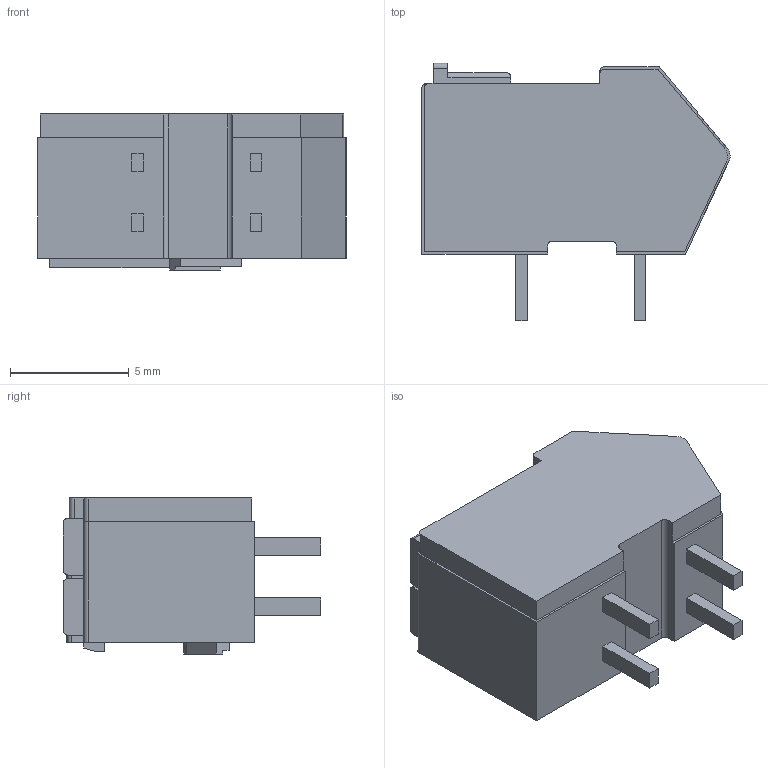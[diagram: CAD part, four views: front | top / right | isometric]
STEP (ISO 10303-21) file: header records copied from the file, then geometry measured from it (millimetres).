
FILE_DESCRIPTION( ( 'STEP AP214' ), '1' );
FILE_NAME( '218-502_000-604.stp', '2018-07-25T15:06:19', ( '' ), ( '' ), ' ', 'PARTsolutions', ' ' );
FILE_SCHEMA( ( 'AUTOMOTIVE_DESIGN { 1 0 10303 214 1 1 1 1 }' ) );
Length unit declared in the file: millimetre
Products named in the file (1): _218-502/000-604
Bounding box: 13 x 10.85 x 6.58 mm (x, y, z)
Volume: 496.6 mm3; surface area: 561.3 mm2
Topology: 1 solids, 1 shells, 152 faces, 417 edges, 274 vertices
Faces by surface type: plane 123, cylinder 29
Entity records: 5996 total; most frequent: CARTESIAN_POINT 844, ORIENTED_EDGE 834, DIRECTION 782, EDGE_CURVE 417, LINE 358, VECTOR 358, VERTEX_POINT 274, AXIS2_PLACEMENT_3D 212
